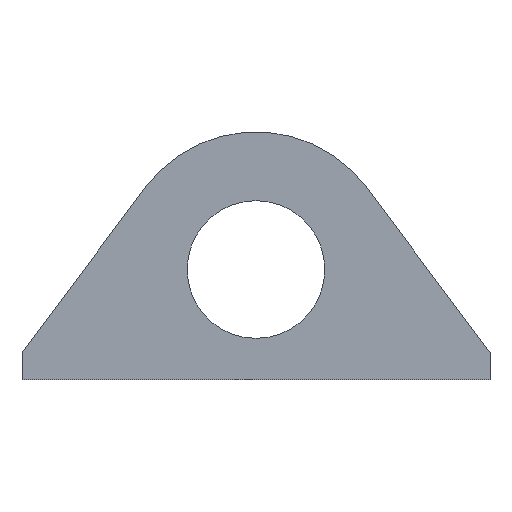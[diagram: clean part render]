
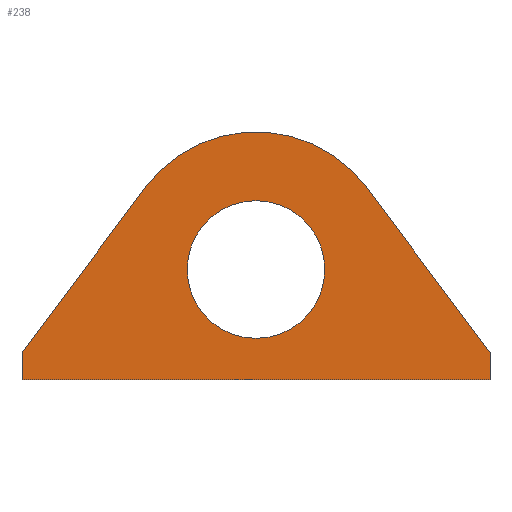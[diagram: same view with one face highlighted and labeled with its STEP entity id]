
A CAD part, front view. The second image highlights one B-rep face of the part: STEP entity #238.
In plain terms, the highlighted planar face has unit normal (0, -1, 0).
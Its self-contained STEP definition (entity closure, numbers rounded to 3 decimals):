
#12 = EDGE_CURVE ( 'NONE', #511, #420, #573, .T. ) ;
#67 = DIRECTION ( 'NONE',  ( 0.6, 0., -0.8 ) ) ;
#68 = VECTOR ( 'NONE', #67, 1000. ) ;
#69 = CARTESIAN_POINT ( 'NONE',  ( 8.5, -5., -3. ) ) ;
#70 = LINE ( 'NONE', #69, #68 ) ;
#79 = CARTESIAN_POINT ( 'NONE',  ( 8.5, -5., -3. ) ) ;
#106 = DIRECTION ( 'NONE',  ( 0., 1., 0. ) ) ;
#107 = CARTESIAN_POINT ( 'NONE',  ( 0., -5., 0. ) ) ;
#108 = AXIS2_PLACEMENT_3D ( 'NONE', #107, #106, #114 ) ;
#109 = CIRCLE ( 'NONE', #108, 5. ) ;
#110 = CARTESIAN_POINT ( 'NONE',  ( 4., -5., 3. ) ) ;
#114 = DIRECTION ( 'NONE',  ( 0., 0., 1. ) ) ;
#140 = LINE ( 'NONE', #166, #149 ) ;
#148 = DIRECTION ( 'NONE',  ( 0., 0., -1. ) ) ;
#149 = VECTOR ( 'NONE', #148, 1000. ) ;
#150 = CARTESIAN_POINT ( 'NONE',  ( 0., -5., -2.5 ) ) ;
#151 = DIRECTION ( 'NONE',  ( 0., 0., 1. ) ) ;
#152 = DIRECTION ( 'NONE',  ( 0., 1., 0. ) ) ;
#153 = CARTESIAN_POINT ( 'NONE',  ( 0., -5., 0. ) ) ;
#154 = AXIS2_PLACEMENT_3D ( 'NONE', #153, #152, #151 ) ;
#166 = CARTESIAN_POINT ( 'NONE',  ( 8.5, -5., -4. ) ) ;
#167 = CIRCLE ( 'NONE', #154, 2.5 ) ;
#194 = CARTESIAN_POINT ( 'NONE',  ( 0., -5., 2.5 ) ) ;
#195 = CARTESIAN_POINT ( 'NONE',  ( -8.5, -5., -3. ) ) ;
#196 = DIRECTION ( 'NONE',  ( 0., 0., 1. ) ) ;
#197 = VECTOR ( 'NONE', #196, 1000. ) ;
#198 = CARTESIAN_POINT ( 'NONE',  ( -8.5, -5., -4. ) ) ;
#199 = LINE ( 'NONE', #198, #197 ) ;
#200 = CARTESIAN_POINT ( 'NONE',  ( -8.5, -5., -4. ) ) ;
#228 = EDGE_LOOP ( 'NONE', ( #236, #233 ) ) ;
#229 = ORIENTED_EDGE ( 'NONE', *, *, #406, .F. ) ;
#232 = ORIENTED_EDGE ( 'NONE', *, *, #551, .F. ) ;
#233 = ORIENTED_EDGE ( 'NONE', *, *, #12, .T. ) ;
#234 = EDGE_LOOP ( 'NONE', ( #237, #241, #242, #229, #239, #232 ) ) ;
#236 = ORIENTED_EDGE ( 'NONE', *, *, #419, .T. ) ;
#237 = ORIENTED_EDGE ( 'NONE', *, *, #520, .F. ) ;
#238 = ADVANCED_FACE ( 'NONE', ( #591, #590 ), #589, .F. ) ;
#239 = ORIENTED_EDGE ( 'NONE', *, *, #391, .F. ) ;
#241 = ORIENTED_EDGE ( 'NONE', *, *, #295, .F. ) ;
#242 = ORIENTED_EDGE ( 'NONE', *, *, #417, .F. ) ;
#271 = CARTESIAN_POINT ( 'NONE',  ( -4., -5., 3. ) ) ;
#272 = DIRECTION ( 'NONE',  ( 0.6, 0., 0.8 ) ) ;
#273 = VECTOR ( 'NONE', #272, 1000. ) ;
#274 = CARTESIAN_POINT ( 'NONE',  ( -8.5, -5., -3. ) ) ;
#286 = LINE ( 'NONE', #274, #273 ) ;
#295 = EDGE_CURVE ( 'NONE', #321, #518, #630, .T. ) ;
#321 = VERTEX_POINT ( 'NONE', #647 ) ;
#391 = EDGE_CURVE ( 'NONE', #552, #393, #109, .T. ) ;
#393 = VERTEX_POINT ( 'NONE', #110 ) ;
#406 = EDGE_CURVE ( 'NONE', #393, #407, #70, .T. ) ;
#407 = VERTEX_POINT ( 'NONE', #79 ) ;
#417 = EDGE_CURVE ( 'NONE', #407, #321, #140, .T. ) ;
#419 = EDGE_CURVE ( 'NONE', #420, #511, #167, .T. ) ;
#420 = VERTEX_POINT ( 'NONE', #150 ) ;
#511 = VERTEX_POINT ( 'NONE', #194 ) ;
#518 = VERTEX_POINT ( 'NONE', #200 ) ;
#520 = EDGE_CURVE ( 'NONE', #518, #521, #199, .T. ) ;
#521 = VERTEX_POINT ( 'NONE', #195 ) ;
#551 = EDGE_CURVE ( 'NONE', #521, #552, #286, .T. ) ;
#552 = VERTEX_POINT ( 'NONE', #271 ) ;
#570 = DIRECTION ( 'NONE',  ( 0., 0., 1. ) ) ;
#571 = DIRECTION ( 'NONE',  ( 0., 1., 0. ) ) ;
#572 = AXIS2_PLACEMENT_3D ( 'NONE', #575, #571, #570 ) ;
#573 = CIRCLE ( 'NONE', #572, 2.5 ) ;
#575 = CARTESIAN_POINT ( 'NONE',  ( 0., -5., 0. ) ) ;
#585 = DIRECTION ( 'NONE',  ( 0., 0., 1. ) ) ;
#586 = DIRECTION ( 'NONE',  ( 0., 1., 0. ) ) ;
#587 = CARTESIAN_POINT ( 'NONE',  ( 0., -5., 0. ) ) ;
#588 = AXIS2_PLACEMENT_3D ( 'NONE', #587, #586, #585 ) ;
#589 = PLANE ( 'NONE',  #588 ) ;
#590 = FACE_BOUND ( 'NONE', #228, .T. ) ;
#591 = FACE_OUTER_BOUND ( 'NONE', #234, .T. ) ;
#627 = DIRECTION ( 'NONE',  ( -1., 0., 0. ) ) ;
#628 = VECTOR ( 'NONE', #627, 1000. ) ;
#629 = CARTESIAN_POINT ( 'NONE',  ( 8.5, -5., -4. ) ) ;
#630 = LINE ( 'NONE', #629, #628 ) ;
#647 = CARTESIAN_POINT ( 'NONE',  ( 8.5, -5., -4. ) ) ;
